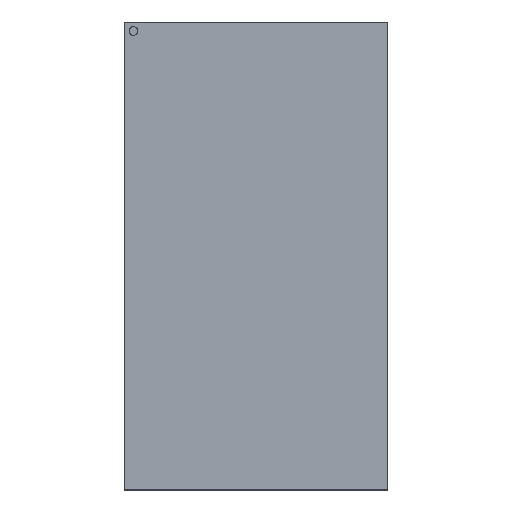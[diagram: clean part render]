
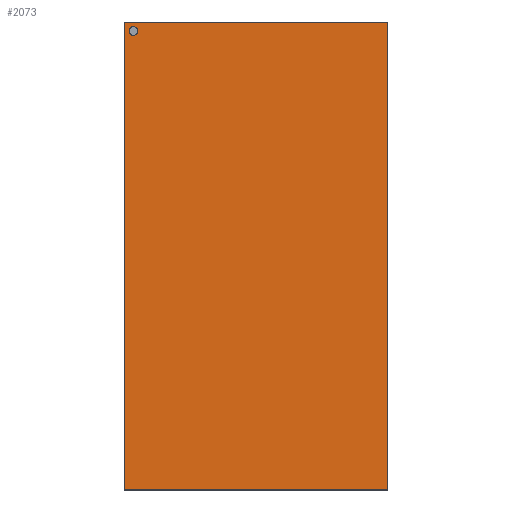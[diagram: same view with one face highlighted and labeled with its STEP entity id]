
A CAD part, top view. The second image highlights one B-rep face of the part: STEP entity #2073.
In plain terms, the highlighted planar face has unit normal (0, 0, 1).
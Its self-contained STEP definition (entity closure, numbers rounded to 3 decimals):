
#785 = VERTEX_POINT('',#786);
#786 = CARTESIAN_POINT('',(-4.5,8.,1.2));
#794 = VERTEX_POINT('',#795);
#795 = CARTESIAN_POINT('',(4.5,8.,1.2));
#801 = EDGE_CURVE('',#785,#794,#802,.T.);
#802 = LINE('',#803,#804);
#803 = CARTESIAN_POINT('',(-4.5,8.,1.2));
#804 = VECTOR('',#805,1.);
#805 = DIRECTION('',(1.,0.,0.));
#817 = EDGE_CURVE('',#794,#818,#820,.T.);
#818 = VERTEX_POINT('',#819);
#819 = CARTESIAN_POINT('',(4.5,-8.,1.2));
#820 = LINE('',#821,#822);
#821 = CARTESIAN_POINT('',(4.5,8.,1.2));
#822 = VECTOR('',#823,1.);
#823 = DIRECTION('',(0.,-1.,0.));
#841 = EDGE_CURVE('',#785,#842,#844,.T.);
#842 = VERTEX_POINT('',#843);
#843 = CARTESIAN_POINT('',(-4.5,-8.,1.2));
#844 = LINE('',#845,#846);
#845 = CARTESIAN_POINT('',(-4.5,8.,1.2));
#846 = VECTOR('',#847,1.);
#847 = DIRECTION('',(0.,-1.,0.));
#866 = EDGE_CURVE('',#842,#818,#867,.T.);
#867 = LINE('',#868,#869);
#868 = CARTESIAN_POINT('',(-4.5,-8.,1.2));
#869 = VECTOR('',#870,1.);
#870 = DIRECTION('',(1.,0.,0.));
#2073 = ADVANCED_FACE('',(#2074,#2080),#2091,.T.);
#2074 = FACE_BOUND('',#2075,.T.);
#2075 = EDGE_LOOP('',(#2076,#2077,#2078,#2079));
#2076 = ORIENTED_EDGE('',*,*,#801,.F.);
#2077 = ORIENTED_EDGE('',*,*,#841,.T.);
#2078 = ORIENTED_EDGE('',*,*,#866,.T.);
#2079 = ORIENTED_EDGE('',*,*,#817,.F.);
#2080 = FACE_BOUND('',#2081,.T.);
#2081 = EDGE_LOOP('',(#2082));
#2082 = ORIENTED_EDGE('',*,*,#2083,.T.);
#2083 = EDGE_CURVE('',#2084,#2084,#2086,.T.);
#2084 = VERTEX_POINT('',#2085);
#2085 = CARTESIAN_POINT('',(-4.19,7.54,1.2));
#2086 = CIRCLE('',#2087,0.15);
#2087 = AXIS2_PLACEMENT_3D('',#2088,#2089,#2090);
#2088 = CARTESIAN_POINT('',(-4.19,7.69,1.2));
#2089 = DIRECTION('',(-0.,0.,-1.));
#2090 = DIRECTION('',(0.,-1.,0.));
#2091 = PLANE('',#2092);
#2092 = AXIS2_PLACEMENT_3D('',#2093,#2094,#2095);
#2093 = CARTESIAN_POINT('',(-4.5,8.,1.2));
#2094 = DIRECTION('',(0.,0.,1.));
#2095 = DIRECTION('',(0.,-1.,0.));
